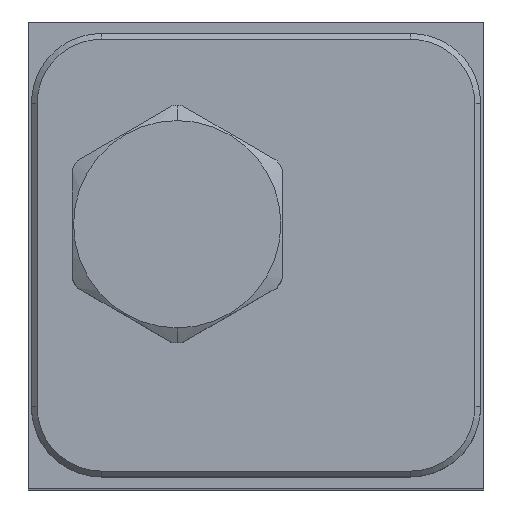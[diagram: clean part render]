
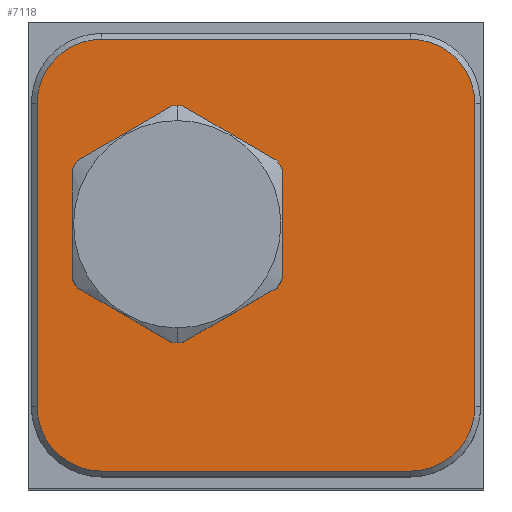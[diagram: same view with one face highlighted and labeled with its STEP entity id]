
A CAD part, top view. The second image highlights one B-rep face of the part: STEP entity #7118.
In plain terms, the highlighted planar face has unit normal (0, 0, 1).
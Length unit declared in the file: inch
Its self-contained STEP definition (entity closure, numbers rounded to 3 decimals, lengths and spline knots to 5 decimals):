
#3706=CARTESIAN_POINT('',(0.797,-1.085,
4.938));
#3707=DIRECTION('',(0.,0.,-1.));
#3708=DIRECTION('',(-1.,0.,0.));
#3709=AXIS2_PLACEMENT_3D('',#3706,#3707,#3708);
#3711=CARTESIAN_POINT('',(0.797,-1.085,
4.938));
#3712=DIRECTION('',(0.,0.,-1.));
#3713=DIRECTION('',(1.,0.,0.));
#3714=AXIS2_PLACEMENT_3D('',#3711,#3712,#3713);
#3716=CARTESIAN_POINT('',(2.047,-2.062,4.938));
#3717=DIRECTION('',(0.,0.,-1.));
#3718=DIRECTION('',(1.,0.,0.));
#3719=AXIS2_PLACEMENT_3D('',#3716,#3717,#3718);
#3730=DIRECTION('',(0.,-1.,0.));
#3731=VECTOR('',#3730,1.625);
#3732=CARTESIAN_POINT('',(2.391,-0.437,4.938));
#3733=LINE('',#3732,#3731);
#3742=CARTESIAN_POINT('',(2.047,-0.437,4.938));
#3743=DIRECTION('',(0.,0.,-1.));
#3744=DIRECTION('',(0.,1.,0.));
#3745=AXIS2_PLACEMENT_3D('',#3742,#3743,#3744);
#3756=DIRECTION('',(1.,0.,0.));
#3757=VECTOR('',#3756,1.656);
#3758=CARTESIAN_POINT('',(0.391,-0.093,4.938));
#3759=LINE('',#3758,#3757);
#3768=CARTESIAN_POINT('',(0.391,-0.437,4.938));
#3769=DIRECTION('',(0.,0.,-1.));
#3770=DIRECTION('',(-1.,0.,0.));
#3771=AXIS2_PLACEMENT_3D('',#3768,#3769,#3770);
#3782=DIRECTION('',(0.,1.,0.));
#3783=VECTOR('',#3782,1.625);
#3784=CARTESIAN_POINT('',(0.047,-2.062,4.938));
#3785=LINE('',#3784,#3783);
#3790=CARTESIAN_POINT('',(0.391,-2.062,4.938));
#3791=DIRECTION('',(0.,0.,-1.));
#3792=DIRECTION('',(0.,-1.,0.));
#3793=AXIS2_PLACEMENT_3D('',#3790,#3791,#3792);
#3808=DIRECTION('',(-1.,0.,0.));
#3809=VECTOR('',#3808,1.656);
#3810=CARTESIAN_POINT('',(2.047,-2.406,4.938));
#3811=LINE('',#3810,#3809);
#4942=CARTESIAN_POINT('',(0.257,-1.085,
4.938));
#4943=CARTESIAN_POINT('',(1.337,-1.085,4.938));
#4944=VERTEX_POINT('',#4942);
#4945=VERTEX_POINT('',#4943);
#5003=CARTESIAN_POINT('',(0.047,-2.062,4.938));
#5004=CARTESIAN_POINT('',(0.047,-0.437,4.938));
#5005=VERTEX_POINT('',#5003);
#5006=VERTEX_POINT('',#5004);
#5011=CARTESIAN_POINT('',(0.391,-0.093,4.938));
#5012=VERTEX_POINT('',#5011);
#5015=CARTESIAN_POINT('',(2.047,-0.093,4.938));
#5016=VERTEX_POINT('',#5015);
#5019=CARTESIAN_POINT('',(2.391,-0.437,4.938));
#5020=VERTEX_POINT('',#5019);
#5023=CARTESIAN_POINT('',(2.391,-2.062,4.938));
#5024=VERTEX_POINT('',#5023);
#5027=CARTESIAN_POINT('',(2.047,-2.406,4.938));
#5028=VERTEX_POINT('',#5027);
#5031=CARTESIAN_POINT('',(0.391,-2.406,4.938));
#5032=VERTEX_POINT('',#5031);
#7090=CARTESIAN_POINT('',(0.,0.,4.938));
#7091=DIRECTION('',(0.,0.,1.));
#7092=DIRECTION('',(1.,0.,0.));
#7093=AXIS2_PLACEMENT_3D('',#7090,#7091,#7092);
#7094=PLANE('',#7093);
#7096=ORIENTED_EDGE('',*,*,#7095,.T.);
#7098=ORIENTED_EDGE('',*,*,#7097,.T.);
#7100=ORIENTED_EDGE('',*,*,#7099,.T.);
#7102=ORIENTED_EDGE('',*,*,#7101,.T.);
#7104=ORIENTED_EDGE('',*,*,#7103,.T.);
#7106=ORIENTED_EDGE('',*,*,#7105,.T.);
#7108=ORIENTED_EDGE('',*,*,#7107,.T.);
#7110=ORIENTED_EDGE('',*,*,#7109,.T.);
#7111=EDGE_LOOP('',(#7096,#7098,#7100,#7102,#7104,#7106,#7108,#7110));
#7112=FACE_OUTER_BOUND('',#7111,.F.);
#7114=ORIENTED_EDGE('',*,*,#7113,.F.);
#7115=ORIENTED_EDGE('',*,*,#7080,.F.);
#7116=EDGE_LOOP('',(#7114,#7115));
#7117=FACE_BOUND('',#7116,.F.);
#7118=ADVANCED_FACE('',(#7112,#7117),#7094,.T.);
#3710=CIRCLE('',#3709,0.54);
#3715=CIRCLE('',#3714,0.54);
#3720=CIRCLE('',#3719,0.344);
#3746=CIRCLE('',#3745,0.344);
#3772=CIRCLE('',#3771,0.344);
#3794=CIRCLE('',#3793,0.344);
#7080=EDGE_CURVE('',#4945,#4944,#3715,.T.);
#7095=EDGE_CURVE('',#5024,#5028,#3720,.T.);
#7097=EDGE_CURVE('',#5028,#5032,#3811,.T.);
#7099=EDGE_CURVE('',#5032,#5005,#3794,.T.);
#7101=EDGE_CURVE('',#5005,#5006,#3785,.T.);
#7103=EDGE_CURVE('',#5006,#5012,#3772,.T.);
#7105=EDGE_CURVE('',#5012,#5016,#3759,.T.);
#7107=EDGE_CURVE('',#5016,#5020,#3746,.T.);
#7109=EDGE_CURVE('',#5020,#5024,#3733,.T.);
#7113=EDGE_CURVE('',#4944,#4945,#3710,.T.);
